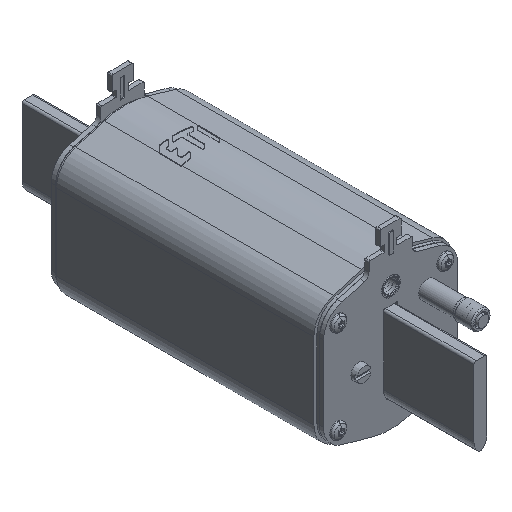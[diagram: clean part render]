
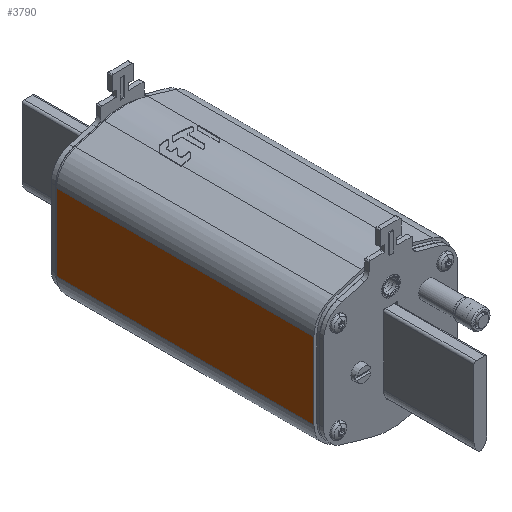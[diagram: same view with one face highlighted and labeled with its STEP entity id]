
A CAD part, isometric view. The second image highlights one B-rep face of the part: STEP entity #3790.
In plain terms, the highlighted face is planar.
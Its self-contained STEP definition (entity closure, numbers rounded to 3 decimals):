
#319=DIRECTION('',(1.,0.,0.));
#320=VECTOR('',#319,119.);
#321=CARTESIAN_POINT('',(-59.5,32.,17.676));
#322=LINE('',#321,#320);
#333=DIRECTION('',(0.,0.,-1.));
#334=VECTOR('',#333,35.351);
#335=CARTESIAN_POINT('',(-59.5,32.,17.676));
#336=LINE('',#335,#334);
#347=DIRECTION('',(-1.,0.,0.));
#348=VECTOR('',#347,119.);
#349=CARTESIAN_POINT('',(59.5,32.,-17.676));
#350=LINE('',#349,#348);
#1327=DIRECTION('',(0.,0.,-1.));
#1328=VECTOR('',#1327,35.351);
#1329=CARTESIAN_POINT('',(59.5,32.,17.676));
#1330=LINE('',#1329,#1328);
#3203=CARTESIAN_POINT('',(-59.5,32.,-17.676));
#3204=VERTEX_POINT('',#3203);
#3205=CARTESIAN_POINT('',(-59.5,32.,17.676));
#3206=VERTEX_POINT('',#3205);
#3247=CARTESIAN_POINT('',(59.5,32.,17.676));
#3248=VERTEX_POINT('',#3247);
#3249=CARTESIAN_POINT('',(59.5,32.,-17.676));
#3250=VERTEX_POINT('',#3249);
#3777=CARTESIAN_POINT('',(-59.5,32.,-17.676));
#3778=DIRECTION('',(0.,1.,0.));
#3779=DIRECTION('',(0.,0.,1.));
#3780=AXIS2_PLACEMENT_3D('',#3777,#3778,#3779);
#3781=PLANE('',#3780);
#3782=ORIENTED_EDGE('',*,*,#3631,.T.);
#3784=ORIENTED_EDGE('',*,*,#3783,.F.);
#3786=ORIENTED_EDGE('',*,*,#3785,.F.);
#3787=ORIENTED_EDGE('',*,*,#3769,.F.);
#3788=EDGE_LOOP('',(#3782,#3784,#3786,#3787));
#3789=FACE_OUTER_BOUND('',#3788,.F.);
#3631=EDGE_CURVE('',#3206,#3204,#336,.T.);
#3769=EDGE_CURVE('',#3206,#3248,#322,.T.);
#3783=EDGE_CURVE('',#3250,#3204,#350,.T.);
#3785=EDGE_CURVE('',#3248,#3250,#1330,.T.);
#3790=ADVANCED_FACE('',(#3789),#3781,.T.);
